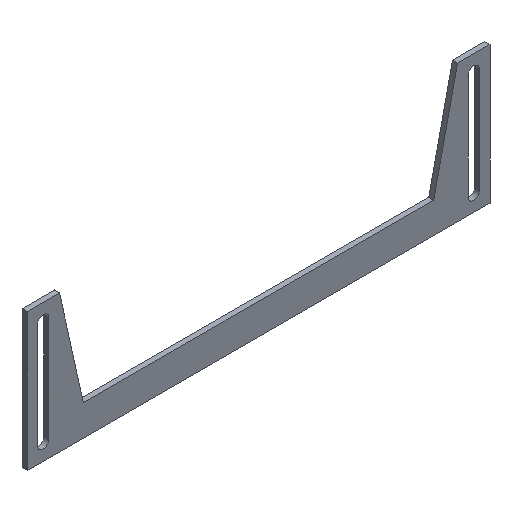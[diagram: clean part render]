
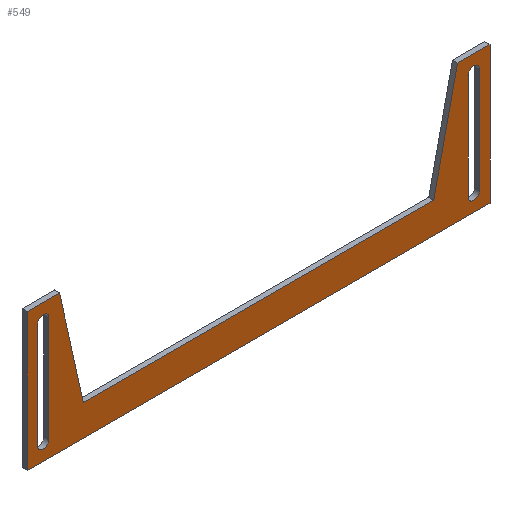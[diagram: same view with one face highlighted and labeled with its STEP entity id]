
A CAD part, isometric view. The second image highlights one B-rep face of the part: STEP entity #549.
In plain terms, the highlighted planar face has unit normal (0, -1, 0).
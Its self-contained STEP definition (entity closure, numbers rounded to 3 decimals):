
#24 = VERTEX_POINT('',#25);
#25 = CARTESIAN_POINT('',(0.,-2.,55.));
#31 = EDGE_CURVE('',#24,#32,#34,.T.);
#32 = VERTEX_POINT('',#33);
#33 = CARTESIAN_POINT('',(13.,-2.,55.));
#34 = LINE('',#35,#36);
#35 = CARTESIAN_POINT('',(0.,-2.,55.));
#36 = VECTOR('',#37,1.);
#37 = DIRECTION('',(1.,0.,0.));
#62 = EDGE_CURVE('',#32,#63,#65,.T.);
#63 = VERTEX_POINT('',#64);
#64 = CARTESIAN_POINT('',(22.5,-2.,12.3));
#65 = LINE('',#66,#67);
#66 = CARTESIAN_POINT('',(13.,-2.,55.));
#67 = VECTOR('',#68,1.);
#68 = DIRECTION('',(0.217,0.,-0.976));
#93 = EDGE_CURVE('',#63,#94,#96,.T.);
#94 = VERTEX_POINT('',#95);
#95 = CARTESIAN_POINT('',(162.5,-2.,12.3));
#96 = LINE('',#97,#98);
#97 = CARTESIAN_POINT('',(22.5,-2.,12.3));
#98 = VECTOR('',#99,1.);
#99 = DIRECTION('',(1.,0.,0.));
#124 = EDGE_CURVE('',#94,#125,#127,.T.);
#125 = VERTEX_POINT('',#126);
#126 = CARTESIAN_POINT('',(172.,-2.,55.));
#127 = LINE('',#128,#129);
#128 = CARTESIAN_POINT('',(162.5,-2.,12.3));
#129 = VECTOR('',#130,1.);
#130 = DIRECTION('',(0.217,0.,0.976));
#155 = EDGE_CURVE('',#125,#156,#158,.T.);
#156 = VERTEX_POINT('',#157);
#157 = CARTESIAN_POINT('',(185.,-2.,55.));
#158 = LINE('',#159,#160);
#159 = CARTESIAN_POINT('',(172.,-2.,55.));
#160 = VECTOR('',#161,1.);
#161 = DIRECTION('',(1.,0.,0.));
#186 = EDGE_CURVE('',#156,#187,#189,.T.);
#187 = VERTEX_POINT('',#188);
#188 = CARTESIAN_POINT('',(185.,-2.,0.));
#189 = LINE('',#190,#191);
#190 = CARTESIAN_POINT('',(185.,-2.,55.));
#191 = VECTOR('',#192,1.);
#192 = DIRECTION('',(0.,0.,-1.));
#217 = EDGE_CURVE('',#187,#218,#220,.T.);
#218 = VERTEX_POINT('',#219);
#219 = CARTESIAN_POINT('',(0.,-2.,0.));
#220 = LINE('',#221,#222);
#221 = CARTESIAN_POINT('',(185.,-2.,0.));
#222 = VECTOR('',#223,1.);
#223 = DIRECTION('',(-1.,0.,0.));
#248 = EDGE_CURVE('',#218,#24,#249,.T.);
#249 = LINE('',#250,#251);
#250 = CARTESIAN_POINT('',(0.,-2.,0.));
#251 = VECTOR('',#252,1.);
#252 = DIRECTION('',(0.,0.,1.));
#272 = VERTEX_POINT('',#273);
#273 = CARTESIAN_POINT('',(180.75,-2.,48.5));
#279 = EDGE_CURVE('',#272,#280,#282,.T.);
#280 = VERTEX_POINT('',#281);
#281 = CARTESIAN_POINT('',(176.25,-2.,48.5));
#282 = CIRCLE('',#283,2.25);
#283 = AXIS2_PLACEMENT_3D('',#284,#285,#286);
#284 = CARTESIAN_POINT('',(178.5,-2.,48.5));
#285 = DIRECTION('',(0.,-1.,0.));
#286 = DIRECTION('',(1.,0.,0.));
#312 = EDGE_CURVE('',#280,#313,#315,.T.);
#313 = VERTEX_POINT('',#314);
#314 = CARTESIAN_POINT('',(176.25,-2.,6.5));
#315 = LINE('',#316,#317);
#316 = CARTESIAN_POINT('',(176.25,-2.,48.5));
#317 = VECTOR('',#318,1.);
#318 = DIRECTION('',(0.,0.,-1.));
#343 = EDGE_CURVE('',#313,#344,#346,.T.);
#344 = VERTEX_POINT('',#345);
#345 = CARTESIAN_POINT('',(180.75,-2.,6.5));
#346 = CIRCLE('',#347,2.25);
#347 = AXIS2_PLACEMENT_3D('',#348,#349,#350);
#348 = CARTESIAN_POINT('',(178.5,-2.,6.5));
#349 = DIRECTION('',(0.,-1.,0.));
#350 = DIRECTION('',(1.,0.,0.));
#376 = EDGE_CURVE('',#344,#272,#377,.T.);
#377 = LINE('',#378,#379);
#378 = CARTESIAN_POINT('',(180.75,-2.,6.5));
#379 = VECTOR('',#380,1.);
#380 = DIRECTION('',(0.,0.,1.));
#400 = VERTEX_POINT('',#401);
#401 = CARTESIAN_POINT('',(8.75,-2.,48.5));
#407 = EDGE_CURVE('',#400,#408,#410,.T.);
#408 = VERTEX_POINT('',#409);
#409 = CARTESIAN_POINT('',(4.25,-2.,48.5));
#410 = CIRCLE('',#411,2.25);
#411 = AXIS2_PLACEMENT_3D('',#412,#413,#414);
#412 = CARTESIAN_POINT('',(6.5,-2.,48.5));
#413 = DIRECTION('',(0.,-1.,0.));
#414 = DIRECTION('',(1.,0.,0.));
#440 = EDGE_CURVE('',#408,#441,#443,.T.);
#441 = VERTEX_POINT('',#442);
#442 = CARTESIAN_POINT('',(4.25,-2.,6.5));
#443 = LINE('',#444,#445);
#444 = CARTESIAN_POINT('',(4.25,-2.,48.5));
#445 = VECTOR('',#446,1.);
#446 = DIRECTION('',(0.,0.,-1.));
#471 = EDGE_CURVE('',#441,#472,#474,.T.);
#472 = VERTEX_POINT('',#473);
#473 = CARTESIAN_POINT('',(8.75,-2.,6.5));
#474 = CIRCLE('',#475,2.25);
#475 = AXIS2_PLACEMENT_3D('',#476,#477,#478);
#476 = CARTESIAN_POINT('',(6.5,-2.,6.5));
#477 = DIRECTION('',(0.,-1.,0.));
#478 = DIRECTION('',(1.,0.,0.));
#504 = EDGE_CURVE('',#472,#400,#505,.T.);
#505 = LINE('',#506,#507);
#506 = CARTESIAN_POINT('',(8.75,-2.,6.5));
#507 = VECTOR('',#508,1.);
#508 = DIRECTION('',(0.,0.,1.));
#549 = ADVANCED_FACE('',(#550,#560,#566),#572,.F.);
#550 = FACE_BOUND('',#551,.F.);
#551 = EDGE_LOOP('',(#552,#553,#554,#555,#556,#557,#558,#559));
#552 = ORIENTED_EDGE('',*,*,#31,.T.);
#553 = ORIENTED_EDGE('',*,*,#62,.T.);
#554 = ORIENTED_EDGE('',*,*,#93,.T.);
#555 = ORIENTED_EDGE('',*,*,#124,.T.);
#556 = ORIENTED_EDGE('',*,*,#155,.T.);
#557 = ORIENTED_EDGE('',*,*,#186,.T.);
#558 = ORIENTED_EDGE('',*,*,#217,.T.);
#559 = ORIENTED_EDGE('',*,*,#248,.T.);
#560 = FACE_BOUND('',#561,.F.);
#561 = EDGE_LOOP('',(#562,#563,#564,#565));
#562 = ORIENTED_EDGE('',*,*,#279,.T.);
#563 = ORIENTED_EDGE('',*,*,#312,.T.);
#564 = ORIENTED_EDGE('',*,*,#343,.T.);
#565 = ORIENTED_EDGE('',*,*,#376,.T.);
#566 = FACE_BOUND('',#567,.F.);
#567 = EDGE_LOOP('',(#568,#569,#570,#571));
#568 = ORIENTED_EDGE('',*,*,#407,.T.);
#569 = ORIENTED_EDGE('',*,*,#440,.T.);
#570 = ORIENTED_EDGE('',*,*,#471,.T.);
#571 = ORIENTED_EDGE('',*,*,#504,.T.);
#572 = PLANE('',#573);
#573 = AXIS2_PLACEMENT_3D('',#574,#575,#576);
#574 = CARTESIAN_POINT('',(92.5,-2.,19.48));
#575 = DIRECTION('',(0.,1.,0.));
#576 = DIRECTION('',(0.,0.,1.));
